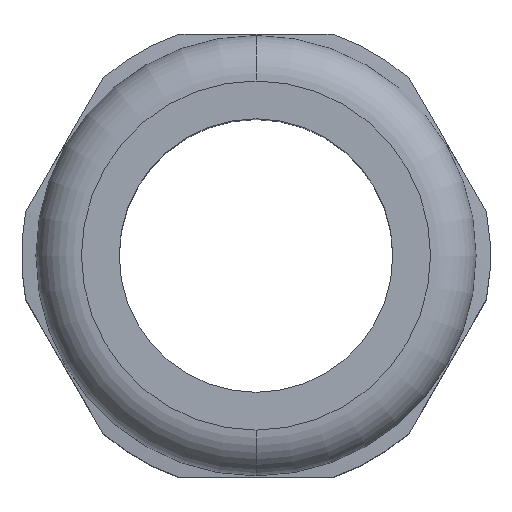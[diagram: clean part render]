
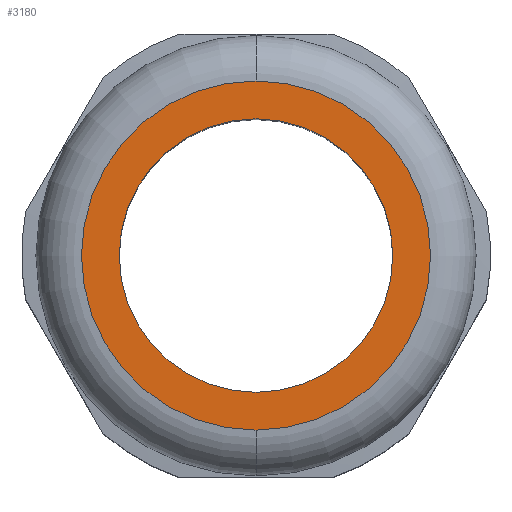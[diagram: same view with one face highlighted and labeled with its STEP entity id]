
A CAD part, top view. The second image highlights one B-rep face of the part: STEP entity #3180.
In plain terms, the highlighted planar face has unit normal (0, 0, 1).
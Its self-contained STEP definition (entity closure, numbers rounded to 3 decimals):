
#2620=CARTESIAN_POINT('',(-13.4,0.,37.));
#2630=VERTEX_POINT('',#2620);
#2660=CARTESIAN_POINT('',(0.,0.,37.));
#2670=DIRECTION('',(0.,0.,1.));
#2680=DIRECTION('',(1.,0.,0.));
#2690=AXIS2_PLACEMENT_3D('',#2660,#2670,#2680);
#2700=CIRCLE('',#2690,13.4);
#2710=CARTESIAN_POINT('',(13.4,0.,37.));
#2720=VERTEX_POINT('',#2710);
#2730=EDGE_CURVE('',#2630,#2720,#2700,.T.);
#2930=CARTESIAN_POINT('',(0.,13.4,37.));
#2940=DIRECTION('',(0.,0.,1.));
#2950=DIRECTION('',(1.,0.,0.));
#2960=AXIS2_PLACEMENT_3D('',#2930,#2940,#2950);
#2970=PLANE('',#2960);
#2980=CARTESIAN_POINT('',(0.,0.,37.));
#2990=DIRECTION('',(0.,0.,-1.));
#3000=DIRECTION('',(-1.,0.,0.));
#3010=AXIS2_PLACEMENT_3D('',#2980,#2990,#3000);
#3020=CIRCLE('',#3010,10.5);
#3030=CARTESIAN_POINT('',(-10.5,0.,37.));
#3040=VERTEX_POINT('',#3030);
#3050=CARTESIAN_POINT('',(10.5,0.,37.));
#3060=VERTEX_POINT('',#3050);
#3070=EDGE_CURVE('',#3040,#3060,#3020,.T.);
#3080=ORIENTED_EDGE('',*,*,#3070,.T.);
#3090=EDGE_CURVE('',#3060,#3040,#3020,.T.);
#3100=ORIENTED_EDGE('',*,*,#3090,.T.);
#3110=EDGE_LOOP('',(#3100,#3080));
#3120=FACE_BOUND('',#3110,.T.);
#3130=EDGE_CURVE('',#2720,#2630,#2700,.T.);
#3140=ORIENTED_EDGE('',*,*,#3130,.T.);
#3150=ORIENTED_EDGE('',*,*,#2730,.T.);
#3160=EDGE_LOOP('',(#3150,#3140));
#3170=FACE_OUTER_BOUND('',#3160,.T.);
#3180=ADVANCED_FACE('',(#3120,#3170),#2970,.T.);
